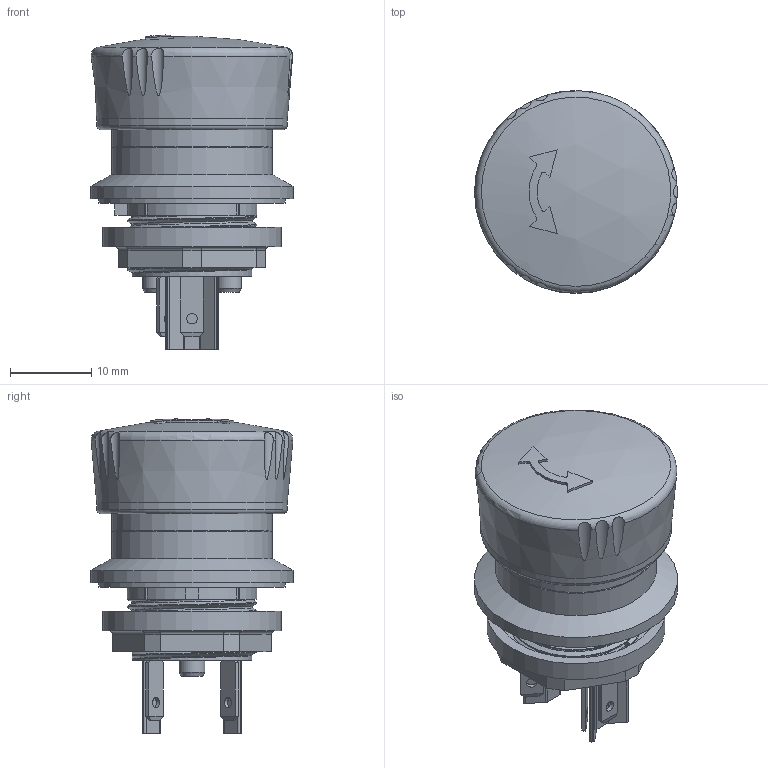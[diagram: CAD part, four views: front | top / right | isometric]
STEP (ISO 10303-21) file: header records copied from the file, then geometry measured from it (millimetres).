
FILE_DESCRIPTION(/* description */ (''),/* implementation_level */ '2;1');
FILE_NAME(/* name */ 'YVLO_ipt.stp',/* time_stamp */ '2017-03-06T11:31:07+01:00',/* author */ ('thagel'),/* organization */ (''),/* preprocessor_version */ 'ST-DEVELOPER v16.1',/* originating_system */ 'Autodesk Inventor 2016',/* authorisation */ '');
FILE_SCHEMA (('AUTOMOTIVE_DESIGN { 1 0 10303 214 3 1 1 }'));
Length unit declared in the file: centimetre
Products named in the file (1): YVLO A03.1204.3
Bounding box: 25 x 25 x 38.71 mm (x, y, z)
Volume: 10193.3 mm3; surface area: 5983.2 mm2
Topology: 1 solids, 8 shells, 1040 faces, 2887 edges, 1908 vertices
Faces by surface type: plane 840, cylinder 146, cone 18, bspline 17, torus 16, sphere 3
Full cylindrical faces by diameter (mm): 1.3 x4, 2 x3, 3.2 x3, 14.159 x1, 14.77 x1, 16.5 x1, 18.489 x2, 19 x1, 19.25 x1, 19.5 x1, 19.75 x1, 19.85 x2, 19.95 x1, 20.2 x2, 22 x1, 23 x1, 23.5 x1, 25 x1
Entity records: 35757 total; most frequent: CARTESIAN_POINT 9394, ORIENTED_EDGE 5660, DIRECTION 5016, EDGE_CURVE 2829, LINE 2392, VECTOR 2392, VERTEX_POINT 1901, AXIS2_PLACEMENT_3D 1312
